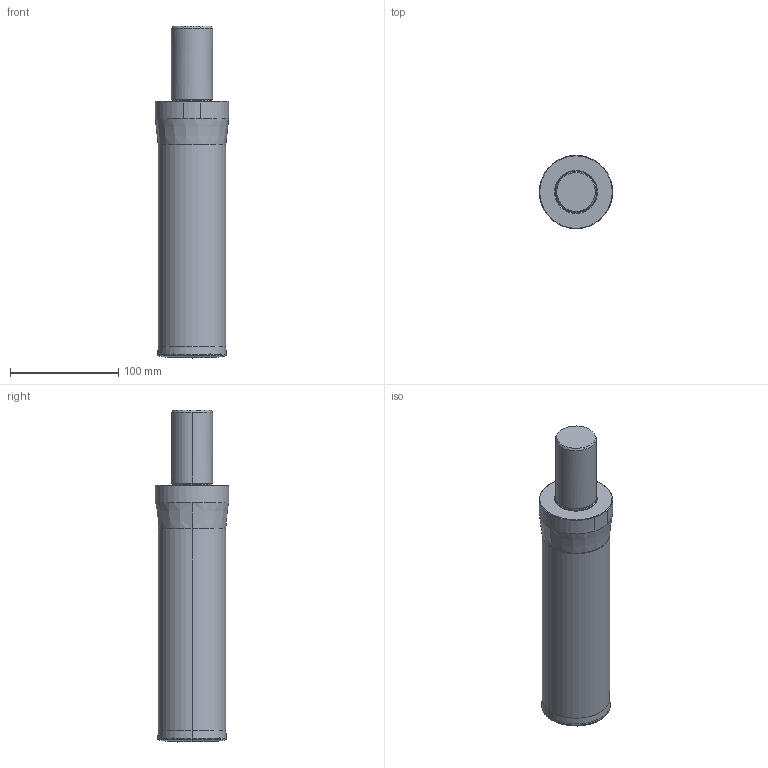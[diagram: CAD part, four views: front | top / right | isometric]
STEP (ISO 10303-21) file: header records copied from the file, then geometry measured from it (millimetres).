
FILE_DESCRIPTION(/* description */ (''),/* implementation_level */ '2;1');
FILE_NAME(/* name */ 'MVX2500X3C150_IR0_031.stp',/* time_stamp */ '2023-03-15T14:46:26+09:00',/* author */ (''),/* organization */ (''),/* preprocessor_version */ 'ST-DEVELOPER v16',/* originating_system */ 'SIEMENS PLM Software NX 10.0',/* authorisation */ '');
FILE_SCHEMA (('AUTOMOTIVE_DESIGN { 1 0 10303 214 3 1 1 1 }'));
Length unit declared in the file: millimetre
Products named in the file (1): MVX2500X3C150_IR0_031_ASM
Bounding box: 68 x 67.89 x 307.34 mm (x, y, z)
Volume: 865920.6 mm3; surface area: 70768.7 mm2
Topology: 2 solids, 2 shells, 70 faces, 175 edges, 129 vertices
Faces by surface type: cone 22, torus 18, bspline 12, cylinder 8, revolution 6, plane 4
Entity records: 2893 total; most frequent: CARTESIAN_POINT 1174, DIRECTION 358, ORIENTED_EDGE 300, AXIS2_PLACEMENT_3D 162, EDGE_CURVE 150, CIRCLE 102, VERTEX_POINT 86, EDGE_LOOP 72
